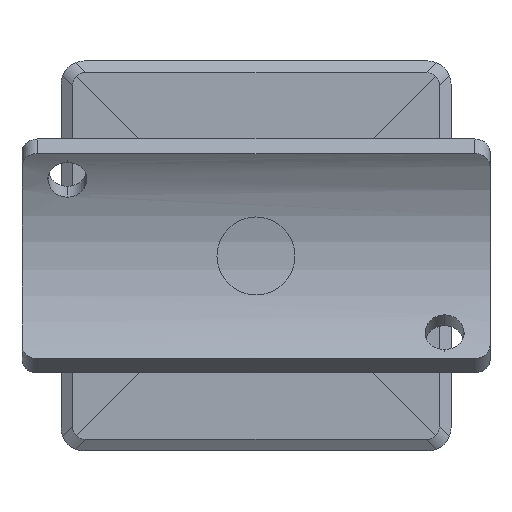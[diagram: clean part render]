
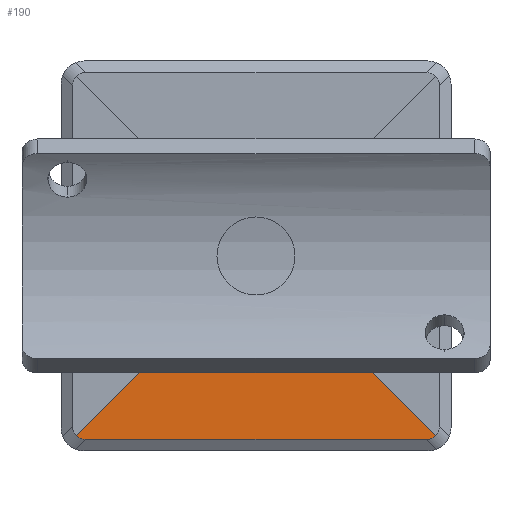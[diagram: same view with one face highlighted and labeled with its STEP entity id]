
A CAD part, left-side view. The second image highlights one B-rep face of the part: STEP entity #190.
In plain terms, the highlighted face is planar.
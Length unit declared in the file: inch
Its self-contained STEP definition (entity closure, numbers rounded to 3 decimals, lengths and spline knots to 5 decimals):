
#190 = ADVANCED_FACE ( 'NONE', ( #1163 ), #1736, .F. ) ;
#463 = CARTESIAN_POINT ( 'NONE',  ( -0.13919, 0.62992, -0.13919 ) ) ;
#486 = DIRECTION ( 'NONE',  ( 0., 0., 1. ) ) ;
#601 = CARTESIAN_POINT ( 'NONE',  ( -0.88047, 0.62992, -0.9252 ) ) ;
#654 = CARTESIAN_POINT ( 'NONE',  ( -1.02756, 0.62992, -0.9252 ) ) ;
#671 = AXIS2_PLACEMENT_3D ( 'NONE', #654, #6719, #1313 ) ;
#920 = ORIENTED_EDGE ( 'NONE', *, *, #5041, .F. ) ;
#1010 = EDGE_CURVE ( 'NONE', #2138, #4151, #3656, .T. ) ;
#1026 = LINE ( 'NONE', #4883, #1770 ) ;
#1127 = CARTESIAN_POINT ( 'NONE',  ( 0.85968, 0.62992, -0.9252 ) ) ;
#1153 = CARTESIAN_POINT ( 'NONE',  ( 0.90813, 0.62992, -0.90813 ) ) ;
#1163 = FACE_OUTER_BOUND ( 'NONE', #1189, .T. ) ;
#1189 = EDGE_LOOP ( 'NONE', ( #5240, #5928, #3385, #2621, #920, #4970, #1624 ) ) ;
#1233 = AXIS2_PLACEMENT_3D ( 'NONE', #4276, #3128, #486 ) ;
#1313 = DIRECTION ( 'NONE',  ( 0., 0., -1. ) ) ;
#1624 = ORIENTED_EDGE ( 'NONE', *, *, #1854, .T. ) ;
#1736 = PLANE ( 'NONE',  #671 ) ;
#1770 = VECTOR ( 'NONE', #7092, 39.37008 ) ;
#1792 = CARTESIAN_POINT ( 'NONE',  ( 0.90813, 0.62992, -0.90813 ) ) ;
#1854 = EDGE_CURVE ( 'NONE', #7085, #6654, #1874, .T. ) ;
#1874 =( BOUNDED_CURVE ( )  B_SPLINE_CURVE ( 3, ( #1153, #3283, #2751, #6529 ),
 .UNSPECIFIED., .F., .F. ) 
 B_SPLINE_CURVE_WITH_KNOTS ( ( 4, 4 ),
 ( 3.14159, 3.54465 ),
 .UNSPECIFIED. ) 
 CURVE ( )  GEOMETRIC_REPRESENTATION_ITEM ( )  RATIONAL_B_SPLINE_CURVE ( ( 1., 0.987, 0.987, 1. ) ) 
 REPRESENTATION_ITEM ( '' )  );
#1922 = CIRCLE ( 'NONE', #3073, 0.19685 ) ;
#2138 = VERTEX_POINT ( 'NONE', #5540 ) ;
#2177 = DIRECTION ( 'NONE',  ( 0., 1., 0. ) ) ;
#2218 = LINE ( 'NONE', #4301, #4895 ) ;
#2345 = CARTESIAN_POINT ( 'NONE',  ( -0.89684, 0.62992, -0.91943 ) ) ;
#2621 = ORIENTED_EDGE ( 'NONE', *, *, #1010, .F. ) ;
#2751 = CARTESIAN_POINT ( 'NONE',  ( 0.88047, 0.62992, -0.9252 ) ) ;
#3073 = AXIS2_PLACEMENT_3D ( 'NONE', #3900, #2177, #4979 ) ;
#3080 = CARTESIAN_POINT ( 'NONE',  ( -0.90813, 0.62992, -0.90813 ) ) ;
#3128 = DIRECTION ( 'NONE',  ( 0., 1., 0. ) ) ;
#3283 = CARTESIAN_POINT ( 'NONE',  ( 0.89684, 0.62992, -0.91943 ) ) ;
#3353 = CARTESIAN_POINT ( 'NONE',  ( -0.90813, 0.62992, -0.90813 ) ) ;
#3385 = ORIENTED_EDGE ( 'NONE', *, *, #4523, .T. ) ;
#3495 = EDGE_CURVE ( 'NONE', #7085, #7144, #2218, .T. ) ;
#3549 = VERTEX_POINT ( 'NONE', #3080 ) ;
#3656 = CIRCLE ( 'NONE', #1233, 0.19685 ) ;
#3900 = CARTESIAN_POINT ( 'NONE',  ( 0., 0.62992, 0. ) ) ;
#4076 = CARTESIAN_POINT ( 'NONE',  ( 0.13919, 0.62992, -0.13919 ) ) ;
#4151 = VERTEX_POINT ( 'NONE', #463 ) ;
#4276 = CARTESIAN_POINT ( 'NONE',  ( 0., 0.62992, 0. ) ) ;
#4301 = CARTESIAN_POINT ( 'NONE',  ( -0.05118, 0.62992, 0.05118 ) ) ;
#4523 = EDGE_CURVE ( 'NONE', #3549, #4151, #4725, .T. ) ;
#4668 = VECTOR ( 'NONE', #5901, 39.37008 ) ;
#4725 = LINE ( 'NONE', #5303, #4668 ) ;
#4779 = EDGE_CURVE ( 'NONE', #4827, #6654, #1026, .T. ) ;
#4827 = VERTEX_POINT ( 'NONE', #6765 ) ;
#4834 =( BOUNDED_CURVE ( )  B_SPLINE_CURVE ( 3, ( #6246, #601, #2345, #3353 ),
 .UNSPECIFIED., .F., .F. ) 
 B_SPLINE_CURVE_WITH_KNOTS ( ( 4, 4 ),
 ( 2.73854, 3.14159 ),
 .UNSPECIFIED. ) 
 CURVE ( )  GEOMETRIC_REPRESENTATION_ITEM ( )  RATIONAL_B_SPLINE_CURVE ( ( 1., 0.987, 0.987, 1. ) ) 
 REPRESENTATION_ITEM ( '' )  );
#4883 = CARTESIAN_POINT ( 'NONE',  ( -1.02756, 0.62992, -0.9252 ) ) ;
#4895 = VECTOR ( 'NONE', #4923, 39.37008 ) ;
#4923 = DIRECTION ( 'NONE',  ( -0.707, 0., 0.707 ) ) ;
#4970 = ORIENTED_EDGE ( 'NONE', *, *, #3495, .F. ) ;
#4979 = DIRECTION ( 'NONE',  ( 0., 0., 1. ) ) ;
#5041 = EDGE_CURVE ( 'NONE', #7144, #2138, #1922, .T. ) ;
#5240 = ORIENTED_EDGE ( 'NONE', *, *, #4779, .F. ) ;
#5303 = CARTESIAN_POINT ( 'NONE',  ( -0.97638, 0.62992, -0.97638 ) ) ;
#5540 = CARTESIAN_POINT ( 'NONE',  ( 0., 0.62992, -0.19685 ) ) ;
#5901 = DIRECTION ( 'NONE',  ( 0.707, 0., 0.707 ) ) ;
#5928 = ORIENTED_EDGE ( 'NONE', *, *, #7039, .T. ) ;
#6246 = CARTESIAN_POINT ( 'NONE',  ( -0.85968, 0.62992, -0.9252 ) ) ;
#6529 = CARTESIAN_POINT ( 'NONE',  ( 0.85968, 0.62992, -0.9252 ) ) ;
#6654 = VERTEX_POINT ( 'NONE', #1127 ) ;
#6719 = DIRECTION ( 'NONE',  ( 0., -1., 0. ) ) ;
#6765 = CARTESIAN_POINT ( 'NONE',  ( -0.85968, 0.62992, -0.9252 ) ) ;
#7039 = EDGE_CURVE ( 'NONE', #4827, #3549, #4834, .T. ) ;
#7085 = VERTEX_POINT ( 'NONE', #1792 ) ;
#7092 = DIRECTION ( 'NONE',  ( 1., 0., 0. ) ) ;
#7144 = VERTEX_POINT ( 'NONE', #4076 ) ;
